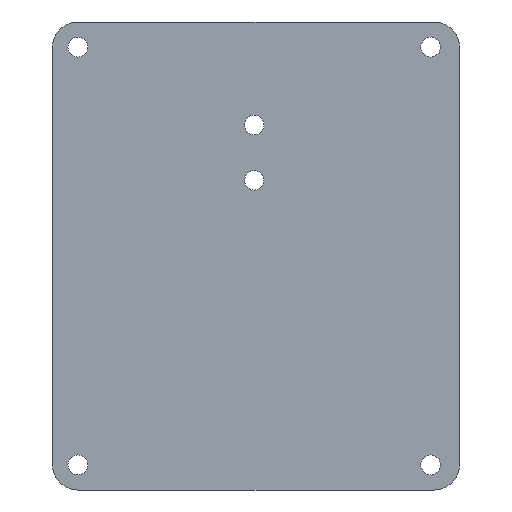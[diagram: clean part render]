
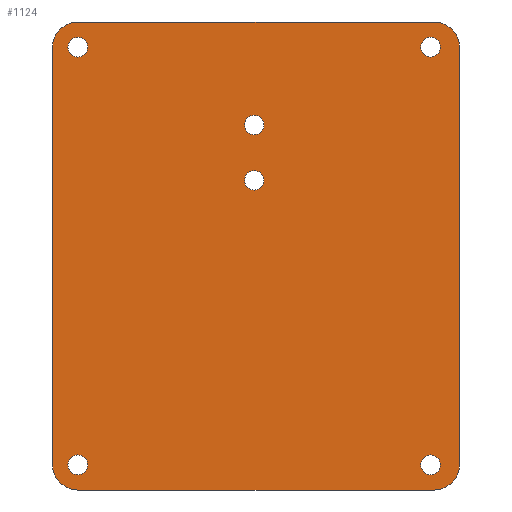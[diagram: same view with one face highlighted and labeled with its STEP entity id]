
A CAD part, front view. The second image highlights one B-rep face of the part: STEP entity #1124.
In plain terms, the highlighted planar face has unit normal (0, -1, 0).
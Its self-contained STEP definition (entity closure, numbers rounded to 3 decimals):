
#29=FACE_BOUND('',#199,.T.);
#30=FACE_BOUND('',#200,.T.);
#31=FACE_BOUND('',#201,.T.);
#32=FACE_BOUND('',#202,.T.);
#33=FACE_BOUND('',#203,.T.);
#34=FACE_BOUND('',#204,.T.);
#36=CIRCLE('',#1146,1.35);
#38=CIRCLE('',#1149,1.35);
#40=CIRCLE('',#1191,1.375);
#42=CIRCLE('',#1194,1.375);
#44=CIRCLE('',#1197,1.375);
#46=CIRCLE('',#1200,1.375);
#47=CIRCLE('',#1203,3.5);
#49=CIRCLE('',#1207,3.5);
#51=CIRCLE('',#1211,3.5);
#53=CIRCLE('',#1215,3.5);
#124=FACE_OUTER_BOUND('',#198,.T.);
#198=EDGE_LOOP('',(#1001,#1002,#1003,#1004,#1005,#1006,#1007,#1008));
#199=EDGE_LOOP('',(#1009));
#200=EDGE_LOOP('',(#1010));
#201=EDGE_LOOP('',(#1011));
#202=EDGE_LOOP('',(#1012));
#203=EDGE_LOOP('',(#1013));
#204=EDGE_LOOP('',(#1014));
#319=LINE('',#1775,#449);
#324=LINE('',#1789,#454);
#328=LINE('',#1801,#458);
#332=LINE('',#1813,#462);
#449=VECTOR('',#1461,10.);
#454=VECTOR('',#1474,10.);
#458=VECTOR('',#1486,10.);
#462=VECTOR('',#1498,10.);
#474=VERTEX_POINT('',#1540);
#476=VERTEX_POINT('',#1546);
#542=VERTEX_POINT('',#1751);
#544=VERTEX_POINT('',#1757);
#546=VERTEX_POINT('',#1763);
#548=VERTEX_POINT('',#1769);
#549=VERTEX_POINT('',#1773);
#550=VERTEX_POINT('',#1774);
#553=VERTEX_POINT('',#1782);
#555=VERTEX_POINT('',#1788);
#557=VERTEX_POINT('',#1794);
#559=VERTEX_POINT('',#1800);
#561=VERTEX_POINT('',#1806);
#563=VERTEX_POINT('',#1812);
#579=EDGE_CURVE('',#474,#474,#36,.T.);
#582=EDGE_CURVE('',#476,#476,#38,.T.);
#681=EDGE_CURVE('',#542,#542,#40,.T.);
#684=EDGE_CURVE('',#544,#544,#42,.T.);
#687=EDGE_CURVE('',#546,#546,#44,.T.);
#690=EDGE_CURVE('',#548,#548,#46,.T.);
#691=EDGE_CURVE('',#549,#550,#319,.T.);
#695=EDGE_CURVE('',#553,#550,#47,.T.);
#698=EDGE_CURVE('',#553,#555,#324,.T.);
#701=EDGE_CURVE('',#557,#555,#49,.T.);
#704=EDGE_CURVE('',#557,#559,#328,.T.);
#707=EDGE_CURVE('',#561,#559,#51,.T.);
#710=EDGE_CURVE('',#561,#563,#332,.T.);
#713=EDGE_CURVE('',#549,#563,#53,.T.);
#1001=ORIENTED_EDGE('',*,*,#713,.F.);
#1002=ORIENTED_EDGE('',*,*,#691,.T.);
#1003=ORIENTED_EDGE('',*,*,#695,.F.);
#1004=ORIENTED_EDGE('',*,*,#698,.T.);
#1005=ORIENTED_EDGE('',*,*,#701,.F.);
#1006=ORIENTED_EDGE('',*,*,#704,.T.);
#1007=ORIENTED_EDGE('',*,*,#707,.F.);
#1008=ORIENTED_EDGE('',*,*,#710,.T.);
#1009=ORIENTED_EDGE('',*,*,#579,.T.);
#1010=ORIENTED_EDGE('',*,*,#582,.T.);
#1011=ORIENTED_EDGE('',*,*,#681,.T.);
#1012=ORIENTED_EDGE('',*,*,#684,.T.);
#1013=ORIENTED_EDGE('',*,*,#687,.T.);
#1014=ORIENTED_EDGE('',*,*,#690,.T.);
#1064=PLANE('',#1218);
#1124=ADVANCED_FACE('',(#124,#29,#30,#31,#32,#33,#34),#1064,.F.);
#1146=AXIS2_PLACEMENT_3D('',#1542,#1248,#1249);
#1149=AXIS2_PLACEMENT_3D('',#1548,#1255,#1256);
#1191=AXIS2_PLACEMENT_3D('',#1753,#1436,#1437);
#1194=AXIS2_PLACEMENT_3D('',#1759,#1443,#1444);
#1197=AXIS2_PLACEMENT_3D('',#1765,#1450,#1451);
#1200=AXIS2_PLACEMENT_3D('',#1771,#1457,#1458);
#1203=AXIS2_PLACEMENT_3D('',#1783,#1467,#1468);
#1207=AXIS2_PLACEMENT_3D('',#1795,#1479,#1480);
#1211=AXIS2_PLACEMENT_3D('',#1807,#1491,#1492);
#1215=AXIS2_PLACEMENT_3D('',#1818,#1503,#1504);
#1218=AXIS2_PLACEMENT_3D('',#1821,#1509,#1510);
#1248=DIRECTION('center_axis',(0.,1.,0.));
#1249=DIRECTION('ref_axis',(0.,0.,1.));
#1255=DIRECTION('center_axis',(0.,1.,0.));
#1256=DIRECTION('ref_axis',(0.,0.,1.));
#1436=DIRECTION('center_axis',(0.,1.,0.));
#1437=DIRECTION('ref_axis',(-1.,0.,0.));
#1443=DIRECTION('center_axis',(0.,1.,0.));
#1444=DIRECTION('ref_axis',(-1.,0.,0.));
#1450=DIRECTION('center_axis',(0.,1.,0.));
#1451=DIRECTION('ref_axis',(-1.,0.,0.));
#1457=DIRECTION('center_axis',(0.,1.,0.));
#1458=DIRECTION('ref_axis',(-1.,0.,0.));
#1461=DIRECTION('',(1.,0.,0.));
#1467=DIRECTION('center_axis',(0.,1.,0.));
#1468=DIRECTION('ref_axis',(1.,0.,0.));
#1474=DIRECTION('',(0.,0.,1.));
#1479=DIRECTION('center_axis',(0.,1.,0.));
#1480=DIRECTION('ref_axis',(0.,0.,1.));
#1486=DIRECTION('',(-1.,0.,0.));
#1491=DIRECTION('center_axis',(0.,1.,0.));
#1492=DIRECTION('ref_axis',(-1.,0.,0.));
#1498=DIRECTION('',(0.,0.,-1.));
#1503=DIRECTION('center_axis',(0.,1.,0.));
#1504=DIRECTION('ref_axis',(0.,0.,-1.));
#1509=DIRECTION('center_axis',(0.,1.,0.));
#1510=DIRECTION('ref_axis',(1.,0.,0.));
#1540=CARTESIAN_POINT('',(-0.25,0.,16.85));
#1542=CARTESIAN_POINT('Origin',(-0.25,0.,18.2));
#1546=CARTESIAN_POINT('',(-0.25,0.,9.15));
#1548=CARTESIAN_POINT('Origin',(-0.25,0.,10.5));
#1751=CARTESIAN_POINT('',(25.625,0.,-29.));
#1753=CARTESIAN_POINT('Origin',(24.25,0.,-29.));
#1757=CARTESIAN_POINT('',(25.625,0.,29.));
#1759=CARTESIAN_POINT('Origin',(24.25,0.,29.));
#1763=CARTESIAN_POINT('',(-23.375,0.,-29.));
#1765=CARTESIAN_POINT('Origin',(-24.75,0.,-29.));
#1769=CARTESIAN_POINT('',(-23.375,0.,29.));
#1771=CARTESIAN_POINT('Origin',(-24.75,0.,29.));
#1773=CARTESIAN_POINT('',(-24.75,0.,-32.5));
#1774=CARTESIAN_POINT('',(24.75,0.,-32.5));
#1775=CARTESIAN_POINT('',(-24.75,0.,-32.5));
#1782=CARTESIAN_POINT('',(28.25,0.,-29.));
#1783=CARTESIAN_POINT('Origin',(24.75,0.,-29.));
#1788=CARTESIAN_POINT('',(28.25,0.,29.));
#1789=CARTESIAN_POINT('',(28.25,0.,-29.));
#1794=CARTESIAN_POINT('',(24.75,0.,32.5));
#1795=CARTESIAN_POINT('Origin',(24.75,0.,29.));
#1800=CARTESIAN_POINT('',(-24.75,0.,32.5));
#1801=CARTESIAN_POINT('',(24.75,0.,32.5));
#1806=CARTESIAN_POINT('',(-28.25,0.,29.));
#1807=CARTESIAN_POINT('Origin',(-24.75,0.,29.));
#1812=CARTESIAN_POINT('',(-28.25,0.,-29.));
#1813=CARTESIAN_POINT('',(-28.25,0.,29.));
#1818=CARTESIAN_POINT('Origin',(-24.75,0.,-29.));
#1821=CARTESIAN_POINT('Origin',(0.,0.,0.));
